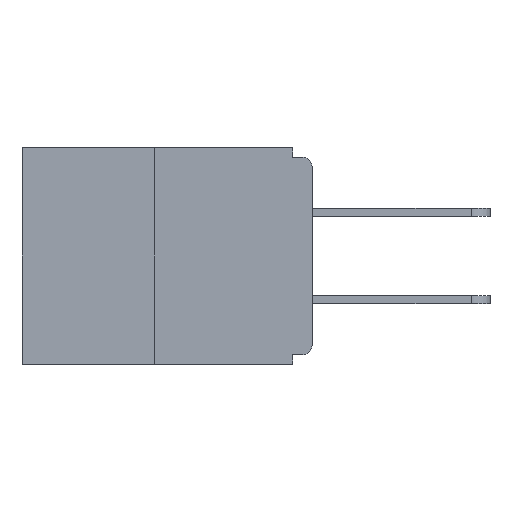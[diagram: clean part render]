
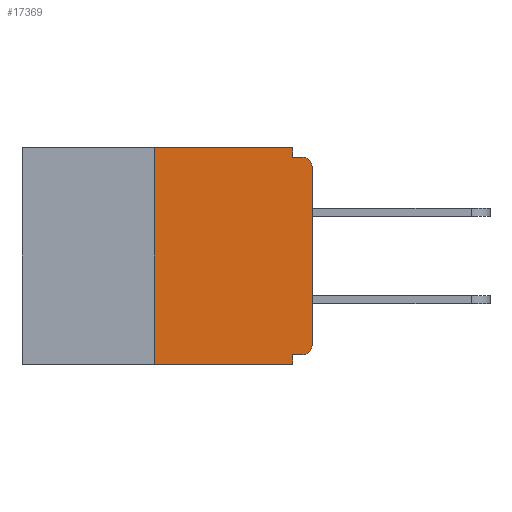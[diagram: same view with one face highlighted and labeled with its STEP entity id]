
A CAD part, left-side view. The second image highlights one B-rep face of the part: STEP entity #17369.
In plain terms, the highlighted planar face has unit normal (-1, 0, 0).
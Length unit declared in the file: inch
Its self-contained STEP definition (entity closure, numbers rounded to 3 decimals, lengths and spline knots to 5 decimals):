
#1196 = FACE_OUTER_BOUND ( 'NONE', #26991, .T. ) ;
#1416 = LINE ( 'NONE', #12571, #20605 ) ;
#1424 = CARTESIAN_POINT ( 'NONE',  ( 0., 0.031, -0.343 ) ) ;
#2649 = CARTESIAN_POINT ( 'NONE',  ( 0., 0.015, -0.015 ) ) ;
#2658 = VERTEX_POINT ( 'NONE', #20944 ) ;
#2943 = DIRECTION ( 'NONE',  ( 1., 0., 0. ) ) ;
#3452 = CARTESIAN_POINT ( 'NONE',  ( 0., 0.25, -0.343 ) ) ;
#4256 = LINE ( 'NONE', #11855, #8218 ) ;
#4620 = DIRECTION ( 'NONE',  ( 0., 1., 0. ) ) ;
#5008 = VECTOR ( 'NONE', #9664, 39.37008 ) ;
#5138 = CARTESIAN_POINT ( 'NONE',  ( 0., 0., -0.015 ) ) ;
#6035 = ORIENTED_EDGE ( 'NONE', *, *, #6809, .T. ) ;
#6809 = EDGE_CURVE ( 'NONE', #29328, #16850, #16267, .T. ) ;
#6835 = CARTESIAN_POINT ( 'NONE',  ( 0., 0., -0.328 ) ) ;
#7376 = CARTESIAN_POINT ( 'NONE',  ( 0., 0.031, -0.015 ) ) ;
#7405 = LINE ( 'NONE', #26719, #21201 ) ;
#7890 = VERTEX_POINT ( 'NONE', #2649 ) ;
#7940 = VERTEX_POINT ( 'NONE', #7376 ) ;
#8189 = CARTESIAN_POINT ( 'NONE',  ( 0., 0.46, 0. ) ) ;
#8218 = VECTOR ( 'NONE', #16307, 39.37008 ) ;
#8389 = EDGE_CURVE ( 'NONE', #19070, #28068, #4256, .T. ) ;
#9488 = PLANE ( 'NONE',  #14875 ) ;
#9664 = DIRECTION ( 'NONE',  ( 0., -1., 0. ) ) ;
#10132 = ORIENTED_EDGE ( 'NONE', *, *, #12744, .F. ) ;
#10549 = ORIENTED_EDGE ( 'NONE', *, *, #20405, .T. ) ;
#10647 = AXIS2_PLACEMENT_3D ( 'NONE', #21094, #25599, #28162 ) ;
#11128 = CARTESIAN_POINT ( 'NONE',  ( 0., 0., -0.313 ) ) ;
#11349 = EDGE_CURVE ( 'NONE', #25812, #23708, #14981, .T. ) ;
#11656 = ORIENTED_EDGE ( 'NONE', *, *, #11349, .F. ) ;
#11820 = CARTESIAN_POINT ( 'NONE',  ( 0., 0.015, -0.313 ) ) ;
#11855 = CARTESIAN_POINT ( 'NONE',  ( 0., 0.25, 0. ) ) ;
#12237 = CARTESIAN_POINT ( 'NONE',  ( 0., 0.46, 0. ) ) ;
#12256 = ORIENTED_EDGE ( 'NONE', *, *, #22262, .F. ) ;
#12500 = LINE ( 'NONE', #6835, #13938 ) ;
#12571 = CARTESIAN_POINT ( 'NONE',  ( 0., 0., 0. ) ) ;
#12744 = EDGE_CURVE ( 'NONE', #28068, #2658, #22139, .T. ) ;
#13070 = DIRECTION ( 'NONE',  ( 0., 0., -1. ) ) ;
#13579 = EDGE_CURVE ( 'NONE', #16850, #21361, #1416, .T. ) ;
#13628 = VECTOR ( 'NONE', #27527, 39.37008 ) ;
#13938 = VECTOR ( 'NONE', #4620, 39.37008 ) ;
#13952 = ORIENTED_EDGE ( 'NONE', *, *, #29463, .F. ) ;
#14875 = AXIS2_PLACEMENT_3D ( 'NONE', #12237, #2943, #16576 ) ;
#14981 = LINE ( 'NONE', #23875, #18205 ) ;
#14992 = CARTESIAN_POINT ( 'NONE',  ( 0., 0.031, -0.328 ) ) ;
#15397 = DIRECTION ( 'NONE',  ( 0., -1., 0. ) ) ;
#15948 = VECTOR ( 'NONE', #15397, 39.37008 ) ;
#16267 = CIRCLE ( 'NONE', #19528, 0.015 ) ;
#16307 = DIRECTION ( 'NONE',  ( 0., 0., 1. ) ) ;
#16576 = DIRECTION ( 'NONE',  ( 0., 0., -1. ) ) ;
#16757 = DIRECTION ( 'NONE',  ( 0., 0., -1. ) ) ;
#16850 = VERTEX_POINT ( 'NONE', #11128 ) ;
#16989 = CARTESIAN_POINT ( 'NONE',  ( 0., 0.015, -0.328 ) ) ;
#17369 = ADVANCED_FACE ( 'NONE', ( #1196 ), #9488, .F. ) ;
#18205 = VECTOR ( 'NONE', #16757, 39.37008 ) ;
#18428 = ORIENTED_EDGE ( 'NONE', *, *, #26152, .T. ) ;
#19070 = VERTEX_POINT ( 'NONE', #3452 ) ;
#19452 = DIRECTION ( 'NONE',  ( 0., 0., 1. ) ) ;
#19504 = LINE ( 'NONE', #5138, #5008 ) ;
#19528 = AXIS2_PLACEMENT_3D ( 'NONE', #11820, #28120, #25962 ) ;
#20081 = CARTESIAN_POINT ( 'NONE',  ( 0., 0., -0.03 ) ) ;
#20405 = EDGE_CURVE ( 'NONE', #19070, #23708, #26755, .T. ) ;
#20472 = CARTESIAN_POINT ( 'NONE',  ( 0., 0.25, 0. ) ) ;
#20605 = VECTOR ( 'NONE', #19452, 39.37008 ) ;
#20944 = CARTESIAN_POINT ( 'NONE',  ( 0., 0.031, 0. ) ) ;
#21094 = CARTESIAN_POINT ( 'NONE',  ( 0., 0.015, -0.03 ) ) ;
#21201 = VECTOR ( 'NONE', #13070, 39.37008 ) ;
#21361 = VERTEX_POINT ( 'NONE', #20081 ) ;
#21415 = ORIENTED_EDGE ( 'NONE', *, *, #25611, .F. ) ;
#21418 = ORIENTED_EDGE ( 'NONE', *, *, #13579, .T. ) ;
#22139 = LINE ( 'NONE', #8189, #15948 ) ;
#22262 = EDGE_CURVE ( 'NONE', #2658, #7940, #7405, .T. ) ;
#23002 = CARTESIAN_POINT ( 'NONE',  ( 0., 0.46, -0.343 ) ) ;
#23708 = VERTEX_POINT ( 'NONE', #1424 ) ;
#23875 = CARTESIAN_POINT ( 'NONE',  ( 0., 0.031, -0.343 ) ) ;
#25599 = DIRECTION ( 'NONE',  ( -1., 0., 0. ) ) ;
#25611 = EDGE_CURVE ( 'NONE', #7940, #7890, #19504, .T. ) ;
#25812 = VERTEX_POINT ( 'NONE', #14992 ) ;
#25962 = DIRECTION ( 'NONE',  ( 0., 0., -1. ) ) ;
#26152 = EDGE_CURVE ( 'NONE', #21361, #7890, #27885, .T. ) ;
#26719 = CARTESIAN_POINT ( 'NONE',  ( 0., 0.031, 0. ) ) ;
#26755 = LINE ( 'NONE', #23002, #13628 ) ;
#26991 = EDGE_LOOP ( 'NONE', ( #10132, #29822, #10549, #11656, #13952, #6035, #21418, #18428, #21415, #12256 ) ) ;
#27527 = DIRECTION ( 'NONE',  ( 0., -1., 0. ) ) ;
#27885 = CIRCLE ( 'NONE', #10647, 0.015 ) ;
#28068 = VERTEX_POINT ( 'NONE', #20472 ) ;
#28120 = DIRECTION ( 'NONE',  ( -1., 0., 0. ) ) ;
#28162 = DIRECTION ( 'NONE',  ( 0., 0., -1. ) ) ;
#29328 = VERTEX_POINT ( 'NONE', #16989 ) ;
#29463 = EDGE_CURVE ( 'NONE', #29328, #25812, #12500, .T. ) ;
#29822 = ORIENTED_EDGE ( 'NONE', *, *, #8389, .F. ) ;
